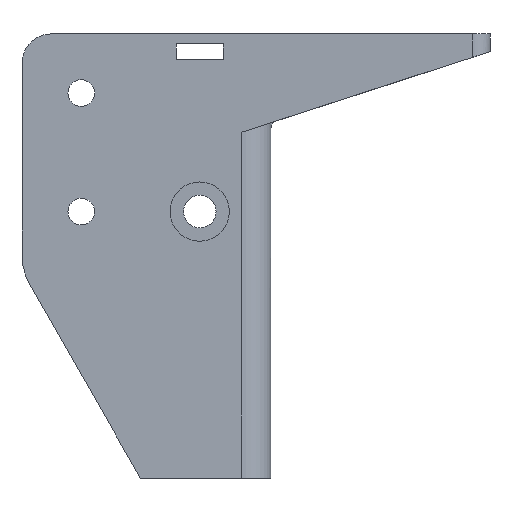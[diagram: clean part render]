
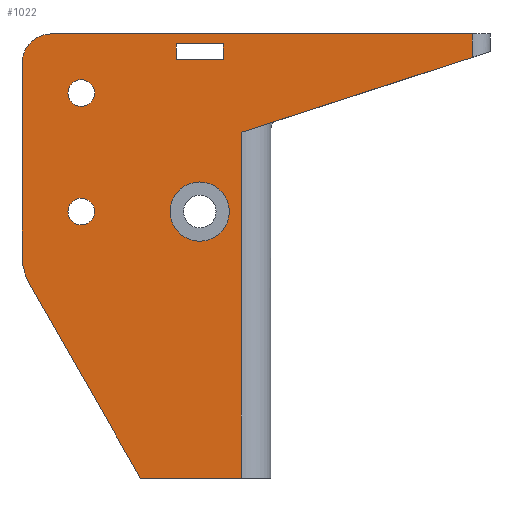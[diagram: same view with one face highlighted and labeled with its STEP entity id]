
A CAD part, left-side view. The second image highlights one B-rep face of the part: STEP entity #1022.
In plain terms, the highlighted planar face has unit normal (-1, 0, 0).
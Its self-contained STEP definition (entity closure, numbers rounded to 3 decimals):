
#19=FACE_BOUND('',#132,.T.);
#20=FACE_BOUND('',#133,.T.);
#21=FACE_BOUND('',#134,.T.);
#22=FACE_BOUND('',#135,.T.);
#43=PLANE('',#1095);
#75=FACE_OUTER_BOUND('',#131,.T.);
#131=EDGE_LOOP('',(#704,#705,#706,#707,#708,#709,#710,#711,#712));
#132=EDGE_LOOP('',(#713,#714,#715,#716));
#133=EDGE_LOOP('',(#717));
#134=EDGE_LOOP('',(#718));
#135=EDGE_LOOP('',(#719));
#216=LINE('',#1529,#312);
#217=LINE('',#1532,#313);
#218=LINE('',#1534,#314);
#219=LINE('',#1536,#315);
#220=LINE('',#1540,#316);
#221=LINE('',#1544,#317);
#222=LINE('',#1545,#318);
#223=LINE('',#1548,#319);
#224=LINE('',#1550,#320);
#225=LINE('',#1552,#321);
#226=LINE('',#1553,#322);
#312=VECTOR('',#1212,10.);
#313=VECTOR('',#1215,10.);
#314=VECTOR('',#1216,10.);
#315=VECTOR('',#1217,10.);
#316=VECTOR('',#1220,10.);
#317=VECTOR('',#1223,10.);
#318=VECTOR('',#1224,10.);
#319=VECTOR('',#1225,10.);
#320=VECTOR('',#1226,10.);
#321=VECTOR('',#1227,10.);
#322=VECTOR('',#1228,10.);
#408=CIRCLE('',#1096,5.);
#409=CIRCLE('',#1097,10.);
#410=CIRCLE('',#1098,5.);
#411=CIRCLE('',#1099,2.25);
#412=CIRCLE('',#1100,2.25);
#454=VERTEX_POINT('',#1522);
#457=VERTEX_POINT('',#1527);
#458=VERTEX_POINT('',#1531);
#459=VERTEX_POINT('',#1533);
#460=VERTEX_POINT('',#1535);
#461=VERTEX_POINT('',#1537);
#462=VERTEX_POINT('',#1539);
#463=VERTEX_POINT('',#1541);
#464=VERTEX_POINT('',#1543);
#465=VERTEX_POINT('',#1546);
#466=VERTEX_POINT('',#1547);
#467=VERTEX_POINT('',#1549);
#468=VERTEX_POINT('',#1551);
#469=VERTEX_POINT('',#1554);
#470=VERTEX_POINT('',#1556);
#471=VERTEX_POINT('',#1558);
#555=EDGE_CURVE('',#457,#454,#216,.T.);
#556=EDGE_CURVE('',#457,#458,#217,.T.);
#557=EDGE_CURVE('',#459,#458,#218,.T.);
#558=EDGE_CURVE('',#460,#459,#219,.T.);
#559=EDGE_CURVE('',#461,#460,#408,.T.);
#560=EDGE_CURVE('',#462,#461,#220,.T.);
#561=EDGE_CURVE('',#463,#462,#409,.T.);
#562=EDGE_CURVE('',#463,#464,#221,.T.);
#563=EDGE_CURVE('',#454,#464,#222,.T.);
#564=EDGE_CURVE('',#465,#466,#223,.T.);
#565=EDGE_CURVE('',#466,#467,#224,.T.);
#566=EDGE_CURVE('',#467,#468,#225,.T.);
#567=EDGE_CURVE('',#468,#465,#226,.T.);
#568=EDGE_CURVE('',#469,#469,#410,.T.);
#569=EDGE_CURVE('',#470,#470,#411,.T.);
#570=EDGE_CURVE('',#471,#471,#412,.T.);
#704=ORIENTED_EDGE('',*,*,#555,.F.);
#705=ORIENTED_EDGE('',*,*,#556,.T.);
#706=ORIENTED_EDGE('',*,*,#557,.F.);
#707=ORIENTED_EDGE('',*,*,#558,.F.);
#708=ORIENTED_EDGE('',*,*,#559,.F.);
#709=ORIENTED_EDGE('',*,*,#560,.F.);
#710=ORIENTED_EDGE('',*,*,#561,.F.);
#711=ORIENTED_EDGE('',*,*,#562,.T.);
#712=ORIENTED_EDGE('',*,*,#563,.F.);
#713=ORIENTED_EDGE('',*,*,#564,.T.);
#714=ORIENTED_EDGE('',*,*,#565,.T.);
#715=ORIENTED_EDGE('',*,*,#566,.T.);
#716=ORIENTED_EDGE('',*,*,#567,.T.);
#717=ORIENTED_EDGE('',*,*,#568,.T.);
#718=ORIENTED_EDGE('',*,*,#569,.T.);
#719=ORIENTED_EDGE('',*,*,#570,.T.);
#1022=ADVANCED_FACE('',(#75,#19,#20,#21,#22),#43,.T.);
#1095=AXIS2_PLACEMENT_3D('',#1530,#1213,#1214);
#1096=AXIS2_PLACEMENT_3D('',#1538,#1218,#1219);
#1097=AXIS2_PLACEMENT_3D('',#1542,#1221,#1222);
#1098=AXIS2_PLACEMENT_3D('',#1555,#1229,#1230);
#1099=AXIS2_PLACEMENT_3D('',#1557,#1231,#1232);
#1100=AXIS2_PLACEMENT_3D('',#1559,#1233,#1234);
#1212=DIRECTION('',(0.,0.,-1.));
#1213=DIRECTION('center_axis',(-1.,0.,0.));
#1214=DIRECTION('ref_axis',(0.,-1.,0.));
#1215=DIRECTION('',(0.,-0.951,0.309));
#1216=DIRECTION('',(0.,0.,-1.));
#1217=DIRECTION('',(0.,-1.,0.));
#1218=DIRECTION('center_axis',(1.,0.,0.));
#1219=DIRECTION('ref_axis',(0.,0.707,0.707));
#1220=DIRECTION('',(0.,0.,1.));
#1221=DIRECTION('center_axis',(1.,0.,0.));
#1222=DIRECTION('ref_axis',(0.,0.966,-0.257));
#1223=DIRECTION('',(0.,-0.496,-0.868));
#1224=DIRECTION('',(0.,1.,0.));
#1225=DIRECTION('',(0.,1.,0.));
#1226=DIRECTION('',(0.,0.,1.));
#1227=DIRECTION('',(0.,-1.,0.));
#1228=DIRECTION('',(0.,0.,-1.));
#1229=DIRECTION('center_axis',(1.,0.,0.));
#1230=DIRECTION('ref_axis',(0.,-1.,0.));
#1231=DIRECTION('center_axis',(1.,0.,0.));
#1232=DIRECTION('ref_axis',(0.,-1.,0.));
#1233=DIRECTION('center_axis',(1.,0.,0.));
#1234=DIRECTION('ref_axis',(0.,-1.,0.));
#1522=CARTESIAN_POINT('',(0.,5.,0.));
#1527=CARTESIAN_POINT('',(0.,5.,58.378));
#1529=CARTESIAN_POINT('',(0.,5.,0.));
#1530=CARTESIAN_POINT('Origin',(0.,42.,0.));
#1531=CARTESIAN_POINT('',(0.,-34.,71.027));
#1532=CARTESIAN_POINT('',(0.,9.305,56.982));
#1533=CARTESIAN_POINT('',(0.,-34.,75.));
#1534=CARTESIAN_POINT('',(0.,-34.,33.75));
#1535=CARTESIAN_POINT('',(0.,37.,75.));
#1536=CARTESIAN_POINT('',(0.,0.,75.));
#1537=CARTESIAN_POINT('',(0.,42.,70.));
#1538=CARTESIAN_POINT('Origin',(0.,37.,70.));
#1539=CARTESIAN_POINT('',(0.,42.,37.656));
#1540=CARTESIAN_POINT('',(0.,42.,0.));
#1541=CARTESIAN_POINT('',(0.,40.682,32.694));
#1542=CARTESIAN_POINT('Origin',(0.,32.,37.656));
#1543=CARTESIAN_POINT('',(0.,22.,0.));
#1544=CARTESIAN_POINT('',(0.,24.462,4.308));
#1545=CARTESIAN_POINT('',(0.,0.,0.));
#1546=CARTESIAN_POINT('',(0.,8.,70.7));
#1547=CARTESIAN_POINT('',(0.,16.,70.7));
#1548=CARTESIAN_POINT('',(0.,29.,70.7));
#1549=CARTESIAN_POINT('',(0.,16.,73.3));
#1550=CARTESIAN_POINT('',(0.,16.,36.65));
#1551=CARTESIAN_POINT('',(0.,8.,73.3));
#1552=CARTESIAN_POINT('',(0.,25.,73.3));
#1553=CARTESIAN_POINT('',(0.,8.,35.35));
#1554=CARTESIAN_POINT('',(0.,17.,45.));
#1555=CARTESIAN_POINT('Origin',(0.,12.,45.));
#1556=CARTESIAN_POINT('',(0.,34.25,65.));
#1557=CARTESIAN_POINT('Origin',(0.,32.,65.));
#1558=CARTESIAN_POINT('',(0.,34.25,45.));
#1559=CARTESIAN_POINT('Origin',(0.,32.,45.));
